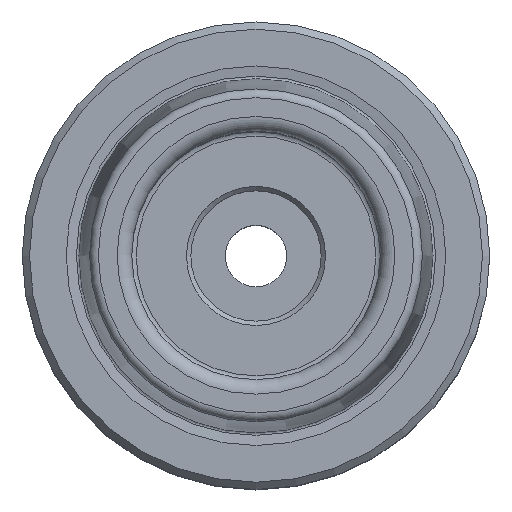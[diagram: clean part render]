
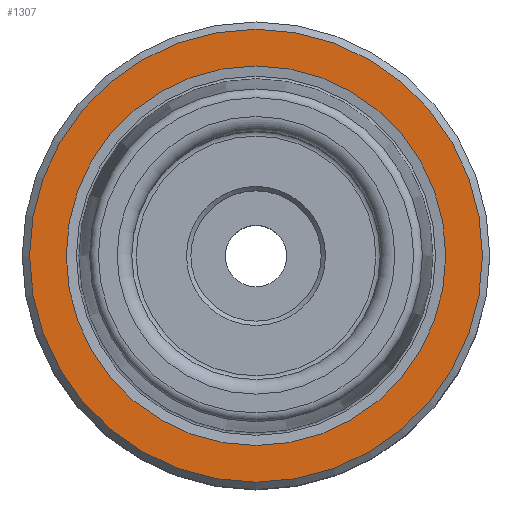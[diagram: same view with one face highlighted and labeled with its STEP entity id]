
A CAD part, top view. The second image highlights one B-rep face of the part: STEP entity #1307.
In plain terms, the highlighted planar face has unit normal (0, 0, 1).
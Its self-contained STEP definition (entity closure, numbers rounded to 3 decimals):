
#133=ORIENTED_EDGE('',*,*,#259,.T.);
#134=ORIENTED_EDGE('',*,*,#258,.F.);
#258=EDGE_CURVE('',#332,#332,#406,.T.);
#259=EDGE_CURVE('',#333,#333,#407,.T.);
#332=VERTEX_POINT('',#1892);
#333=VERTEX_POINT('',#1895);
#406=CIRCLE('',#1415,12.99);
#407=CIRCLE('',#1417,15.5);
#503=EDGE_LOOP('',(#133));
#504=EDGE_LOOP('',(#134));
#651=FACE_BOUND('',#503,.T.);
#652=FACE_BOUND('',#504,.T.);
#753=PLANE('',#1416);
#1307=ADVANCED_FACE('',(#651,#652),#753,.T.);
#1415=AXIS2_PLACEMENT_3D('',#1891,#1620,#1621);
#1416=AXIS2_PLACEMENT_3D('',#1893,#1622,#1623);
#1417=AXIS2_PLACEMENT_3D('',#1894,#1624,#1625);
#1620=DIRECTION('',(0.,0.,1.));
#1621=DIRECTION('',(1.,0.,0.));
#1622=DIRECTION('',(0.,0.,1.));
#1623=DIRECTION('',(1.,0.,0.));
#1624=DIRECTION('',(0.,0.,1.));
#1625=DIRECTION('',(1.,0.,0.));
#1891=CARTESIAN_POINT('',(0.,0.,0.));
#1892=CARTESIAN_POINT('',(12.99,0.,0.));
#1893=CARTESIAN_POINT('',(12.99,0.,0.));
#1894=CARTESIAN_POINT('',(0.,0.,0.));
#1895=CARTESIAN_POINT('',(15.5,0.,0.));
